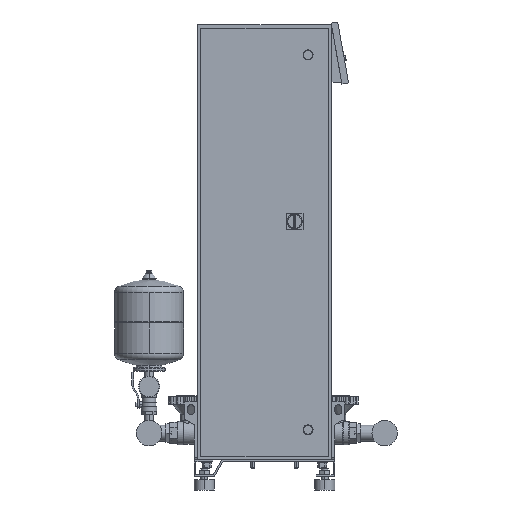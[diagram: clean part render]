
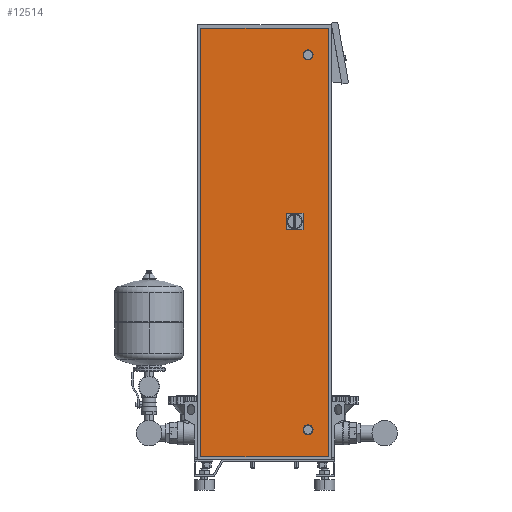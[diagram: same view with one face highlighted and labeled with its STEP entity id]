
A CAD part, left-side view. The second image highlights one B-rep face of the part: STEP entity #12514.
In plain terms, the highlighted free-form (B-spline) face has degree [1, 1] with [2, 2] control points.
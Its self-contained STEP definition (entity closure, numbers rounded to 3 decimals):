
#12004=CARTESIAN_POINT('',(-200.0,-130.0,165.0));
#12005=VERTEX_POINT('',#12004);
#12021=CARTESIAN_POINT('',(-200.0,-130.0,195.0));
#12022=VERTEX_POINT('',#12021);
#12029=CARTESIAN_POINT('',(-200.0,-130.0,180.0));
#12030=DIRECTION('',(1.0,0.0,0.0));
#12031=DIRECTION('',(0.0,0.0,-1.0));
#12032=AXIS2_PLACEMENT_3D('',#12029,#12030,#12031);
#12033=CIRCLE('',#12032,15.0);
#12034=EDGE_CURVE('',#12005,#12022,#12033,.T.);
#12128=CARTESIAN_POINT('',(-200.0,-130.0,1285.0));
#12129=VERTEX_POINT('',#12128);
#12145=CARTESIAN_POINT('',(-200.0,-130.0,1315.0));
#12146=VERTEX_POINT('',#12145);
#12153=CARTESIAN_POINT('',(-200.0,-130.0,1300.0));
#12154=DIRECTION('',(1.0,0.0,0.0));
#12155=DIRECTION('',(0.0,0.0,-1.0));
#12156=AXIS2_PLACEMENT_3D('',#12153,#12154,#12155);
#12157=CIRCLE('',#12156,15.0);
#12158=EDGE_CURVE('',#12129,#12146,#12157,.T.);
#12227=CARTESIAN_POINT('',(-200.0,-130.0,1300.0));
#12228=DIRECTION('',(1.0,0.0,0.0));
#12229=DIRECTION('',(0.0,0.0,-1.0));
#12230=AXIS2_PLACEMENT_3D('',#12227,#12228,#12229);
#12231=CIRCLE('',#12230,15.0);
#12232=EDGE_CURVE('',#12146,#12129,#12231,.T.);
#12292=CARTESIAN_POINT('',(-200.0,-190.0,1380.0));
#12293=VERTEX_POINT('',#12292);
#12294=CARTESIAN_POINT('',(-200.0,190.,1380.0));
#12295=VERTEX_POINT('',#12294);
#12296=CARTESIAN_POINT('',(-200.0,-190.0,1380.0));
#12297=DIRECTION('',(0.0,1.0,0.0));
#12298=VECTOR('',#12297,380.);
#12299=LINE('',#12296,#12298);
#12300=EDGE_CURVE('',#12293,#12295,#12299,.T.);
#12351=CARTESIAN_POINT('',(-200.0,-130.0,180.0));
#12352=DIRECTION('',(1.0,0.0,0.0));
#12353=DIRECTION('',(0.0,0.0,-1.0));
#12354=AXIS2_PLACEMENT_3D('',#12351,#12352,#12353);
#12355=CIRCLE('',#12354,15.0);
#12356=EDGE_CURVE('',#12022,#12005,#12355,.T.);
#12416=CARTESIAN_POINT('',(-200.0,190.0,100.0));
#12417=VERTEX_POINT('',#12416);
#12418=CARTESIAN_POINT('',(-200.0,-190.0,100.0));
#12419=VERTEX_POINT('',#12418);
#12420=CARTESIAN_POINT('',(-200.0,190.0,100.0));
#12421=DIRECTION('',(0.0,-1.0,0.0));
#12422=VECTOR('',#12421,380.0);
#12423=LINE('',#12420,#12422);
#12424=EDGE_CURVE('',#12417,#12419,#12423,.T.);
#12478=CARTESIAN_POINT('',(-200.0,-190.0,100.0));
#12479=DIRECTION('',(0.0,0.0,1.0));
#12480=VECTOR('',#12479,1280.0);
#12481=LINE('',#12478,#12480);
#12482=EDGE_CURVE('',#12419,#12293,#12481,.T.);
#12490=CARTESIAN_POINT('',(-200.0,190.0,1380.0));
#12491=CARTESIAN_POINT('',(-200.0,190.0,100.0));
#12492=CARTESIAN_POINT('',(-200.0,-190.0,1380.0));
#12493=CARTESIAN_POINT('',(-200.0,-190.0,100.0));
#12494=B_SPLINE_SURFACE_WITH_KNOTS('',1,1,((#12490,#12492),(#12491,#12493)),.UNSPECIFIED.,.F.,.F.,.U.,(2,2),(2,2),(0.0,1280.0),(0.0,380.0),.UNSPECIFIED.);
#12495=CARTESIAN_POINT('',(-200.0,190.,1380.0));
#12496=DIRECTION('',(0.0,0.0,-1.0));
#12497=VECTOR('',#12496,1280.0);
#12498=LINE('',#12495,#12497);
#12499=EDGE_CURVE('',#12295,#12417,#12498,.T.);
#12500=ORIENTED_EDGE('',*,*,#12499,.T.);
#12501=ORIENTED_EDGE('',*,*,#12424,.T.);
#12502=ORIENTED_EDGE('',*,*,#12482,.T.);
#12503=ORIENTED_EDGE('',*,*,#12300,.T.);
#12504=EDGE_LOOP('',(#12500,#12501,#12502,#12503));
#12505=FACE_OUTER_BOUND('',#12504,.T.);
#12506=ORIENTED_EDGE('',*,*,#12232,.T.);
#12507=ORIENTED_EDGE('',*,*,#12158,.T.);
#12508=EDGE_LOOP('',(#12506,#12507));
#12509=FACE_BOUND('',#12508,.T.);
#12510=ORIENTED_EDGE('',*,*,#12356,.T.);
#12511=ORIENTED_EDGE('',*,*,#12034,.T.);
#12512=EDGE_LOOP('',(#12510,#12511));
#12513=FACE_BOUND('',#12512,.T.);
#12514=ADVANCED_FACE('',(#12505,#12509,#12513),#12494,.T.);
